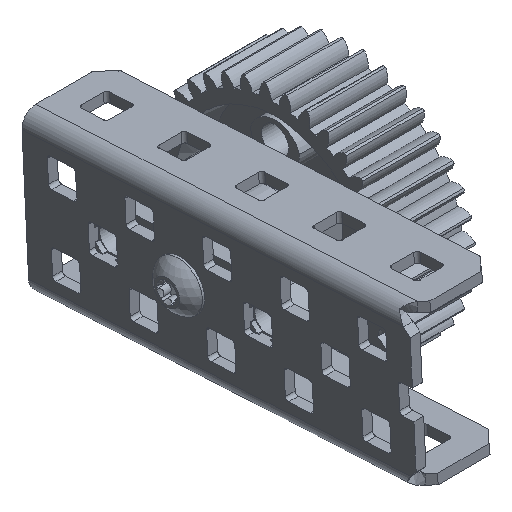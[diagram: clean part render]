
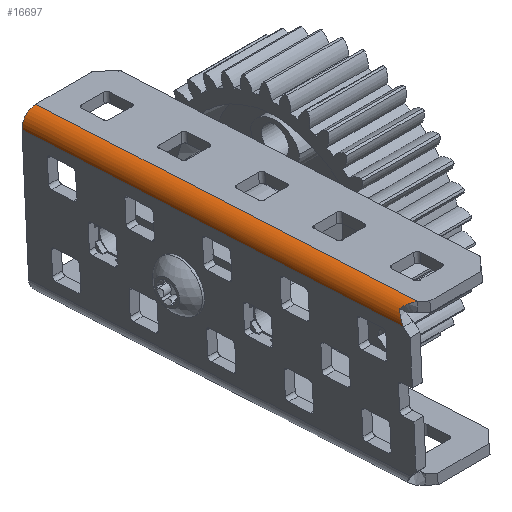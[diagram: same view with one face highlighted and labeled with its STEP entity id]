
A CAD part, isometric view. The second image highlights one B-rep face of the part: STEP entity #16697.
In plain terms, the highlighted cylindrical face has radius 2.388 mm (diameter 4.775 mm), a partial arc.
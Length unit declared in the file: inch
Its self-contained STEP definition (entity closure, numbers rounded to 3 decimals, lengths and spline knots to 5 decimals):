
#119=B_SPLINE_CURVE_WITH_KNOTS('',3,(#24874,#24875,#24876,#24877,#24878,
#24879),.UNSPECIFIED.,.F.,.F.,(4,2,4),(0.,0.5,
1.),.UNSPECIFIED.);
#124=B_SPLINE_CURVE_WITH_KNOTS('',3,(#25064,#25065,#25066,#25067,#25068,
#25069),.UNSPECIFIED.,.F.,.F.,(4,2,4),(0.,0.5,1.),.UNSPECIFIED.);
#538=CYLINDRICAL_SURFACE('',#17838,0.094);
#1306=CIRCLE('',#17839,0.094);
#2049=FACE_OUTER_BOUND('',#2992,.T.);
#2992=EDGE_LOOP('',(#11398,#11399,#11400,#11401,#11402));
#3838=LINE('',#24017,#5086);
#3907=LINE('',#24278,#5155);
#5086=VECTOR('',#19263,39.37008);
#5155=VECTOR('',#19460,39.37008);
#6333=VERTEX_POINT('',#24014);
#6334=VERTEX_POINT('',#24016);
#6461=VERTEX_POINT('',#24275);
#6462=VERTEX_POINT('',#24277);
#6723=VERTEX_POINT('',#24871);
#7960=EDGE_CURVE('',#6334,#6333,#3838,.T.);
#8091=EDGE_CURVE('',#6461,#6462,#3907,.T.);
#8361=EDGE_CURVE('',#6723,#6333,#119,.T.);
#8423=EDGE_CURVE('',#6462,#6723,#124,.T.);
#8550=EDGE_CURVE('',#6334,#6461,#1306,.T.);
#11398=ORIENTED_EDGE('',*,*,#8091,.F.);
#11399=ORIENTED_EDGE('',*,*,#8550,.F.);
#11400=ORIENTED_EDGE('',*,*,#7960,.T.);
#11401=ORIENTED_EDGE('',*,*,#8361,.F.);
#11402=ORIENTED_EDGE('',*,*,#8423,.F.);
#16697=ADVANCED_FACE('',(#2049),#538,.T.);
#17838=AXIS2_PLACEMENT_3D('',#25438,#20311,#20312);
#17839=AXIS2_PLACEMENT_3D('',#25439,#20313,#20314);
#19263=DIRECTION('',(0.,-0.999,0.053));
#19460=DIRECTION('',(0.,-0.999,0.053));
#20311=DIRECTION('center_axis',(0.,-0.999,
0.053));
#20312=DIRECTION('ref_axis',(0.,0.053,0.999));
#20313=DIRECTION('center_axis',(0.,0.999,
-0.053));
#20314=DIRECTION('ref_axis',(0.,0.053,0.999));
#24014=CARTESIAN_POINT('',(-0.85581,-1.11066,0.73944));
#24016=CARTESIAN_POINT('',(-0.85581,1.34562,0.61016));
#24017=CARTESIAN_POINT('',(-0.85581,-16.11053,1.52893));
#24275=CARTESIAN_POINT('',(-0.76181,1.35056,0.70403));
#24277=CARTESIAN_POINT('',(-0.76181,-1.10572,0.83331));
#24278=CARTESIAN_POINT('',(-0.76181,-16.10559,1.6228));
#24871=CARTESIAN_POINT('',(-0.82828,-1.05775,0.80322));
#24874=CARTESIAN_POINT('Ctrl Pts',(-0.82828,-1.05775,
0.80322));
#24875=CARTESIAN_POINT('Ctrl Pts',(-0.83698,-1.06645,
0.79496));
#24876=CARTESIAN_POINT('Ctrl Pts',(-0.84395,-1.07523,
0.78498));
#24877=CARTESIAN_POINT('Ctrl Pts',(-0.85336,-1.0929,
0.76314));
#24878=CARTESIAN_POINT('Ctrl Pts',(-0.85581,-1.10178,
0.7513));
#24879=CARTESIAN_POINT('Ctrl Pts',(-0.85581,-1.11066,
0.73944));
#25064=CARTESIAN_POINT('Ctrl Pts',(-0.76181,-1.10572,
0.83331));
#25065=CARTESIAN_POINT('Ctrl Pts',(-0.77412,-1.09748,
0.83288));
#25066=CARTESIAN_POINT('Ctrl Pts',(-0.78641,-1.08938,
0.83));
#25067=CARTESIAN_POINT('Ctrl Pts',(-0.80915,-1.0734,
0.81973));
#25068=CARTESIAN_POINT('Ctrl Pts',(-0.81958,-1.06553,
0.81234));
#25069=CARTESIAN_POINT('Ctrl Pts',(-0.82828,-1.05775,
0.80322));
#25438=CARTESIAN_POINT('Origin',(-0.76181,2.57652,0.54537));
#25439=CARTESIAN_POINT('Origin',(-0.76181,1.34562,0.61016));
